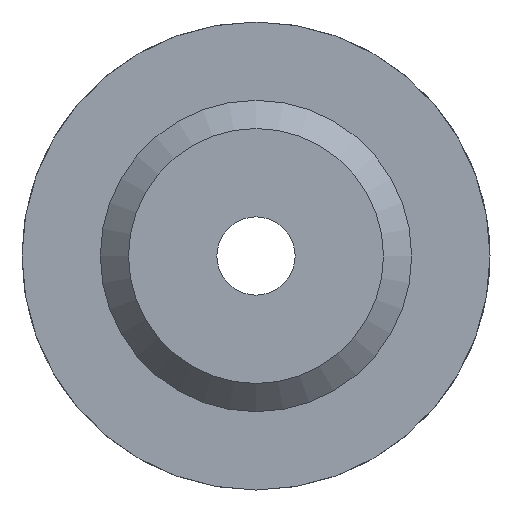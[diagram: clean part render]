
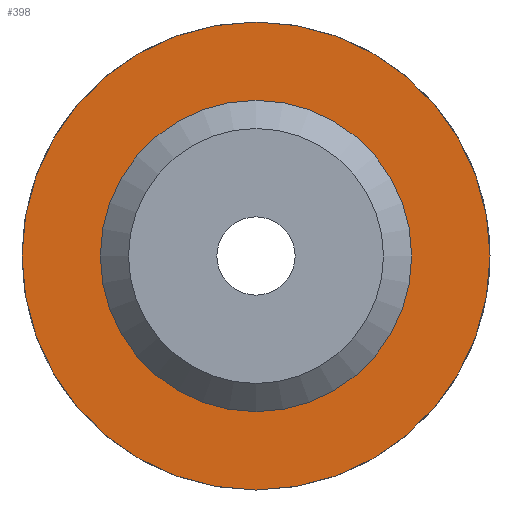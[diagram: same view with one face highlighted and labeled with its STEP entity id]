
A CAD part, left-side view. The second image highlights one B-rep face of the part: STEP entity #398.
In plain terms, the highlighted planar face has unit normal (-1, 0, 0).
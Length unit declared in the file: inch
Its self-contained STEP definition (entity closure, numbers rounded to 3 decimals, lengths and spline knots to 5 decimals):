
#45=PLANE('',#462);
#69=FACE_BOUND('',#138,.T.);
#96=FACE_OUTER_BOUND('',#137,.T.);
#137=EDGE_LOOP('',(#311));
#138=EDGE_LOOP('',(#312));
#190=CIRCLE('',#459,0.453);
#192=CIRCLE('',#463,0.748);
#222=VERTEX_POINT('',#674);
#224=VERTEX_POINT('',#680);
#260=EDGE_CURVE('',#222,#222,#190,.T.);
#262=EDGE_CURVE('',#224,#224,#192,.T.);
#311=ORIENTED_EDGE('',*,*,#262,.F.);
#312=ORIENTED_EDGE('',*,*,#260,.F.);
#398=ADVANCED_FACE('',(#96,#69),#45,.T.);
#459=AXIS2_PLACEMENT_3D('',#675,#542,#543);
#462=AXIS2_PLACEMENT_3D('',#679,#548,#549);
#463=AXIS2_PLACEMENT_3D('',#681,#550,#551);
#542=DIRECTION('center_axis',(-1.,0.,0.));
#543=DIRECTION('ref_axis',(0.,-1.,0.));
#548=DIRECTION('center_axis',(-1.,0.,0.));
#549=DIRECTION('ref_axis',(0.,0.,1.));
#550=DIRECTION('center_axis',(1.,0.,0.));
#551=DIRECTION('ref_axis',(0.,1.,0.));
#674=CARTESIAN_POINT('',(0.,0.453,0.));
#675=CARTESIAN_POINT('Origin',(0.,0.,0.));
#679=CARTESIAN_POINT('Origin',(0.,0.5905,0.));
#680=CARTESIAN_POINT('',(0.,0.748,0.));
#681=CARTESIAN_POINT('Origin',(0.,0.,0.));
